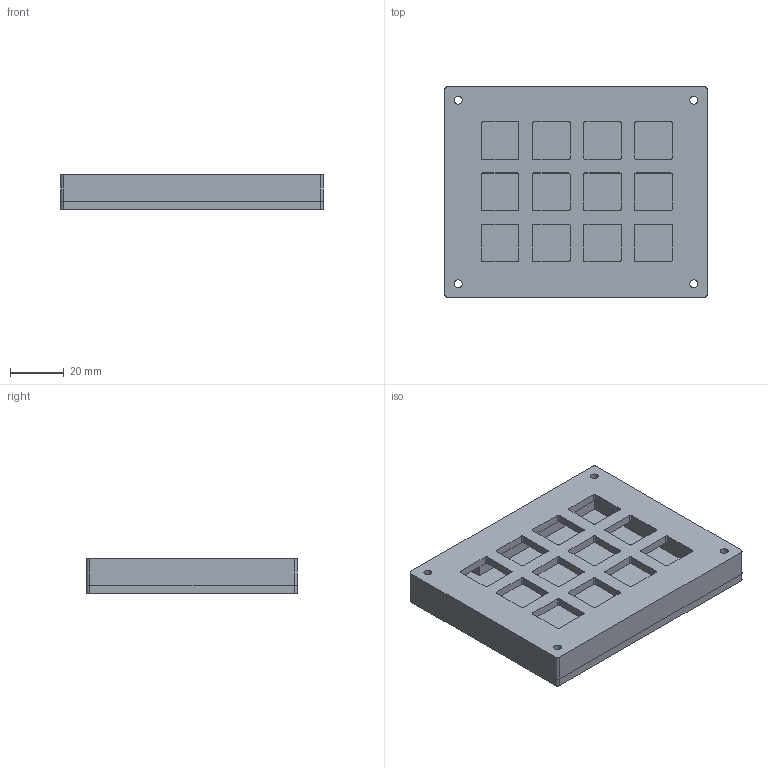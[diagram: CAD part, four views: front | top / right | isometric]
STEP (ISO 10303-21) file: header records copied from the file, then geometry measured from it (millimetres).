
FILE_DESCRIPTION(/* description */ ('STEP AP242','CAx-IF Rec.Pracs.---Representation and Presentation of Product Manufacturing Information (PMI)---4.0---2014-10-13','CAx-IF Rec.Pracs.---3D Tessellated Geometry---0.4---2014-09-14','2;1'),/* implementation_level */ '2;1');
FILE_NAME(/* name */ '670028caffa2891c19e0fdd9',/* time_stamp */ '2024-10-04T17:41:31Z',/* author */ (''),/* organization */ (''),/* preprocessor_version */ 'ST-DEVELOPER v20',/* originating_system */ ' ',/* authorisation */ ' ');
FILE_SCHEMA (('AP242_MANAGED_MODEL_BASED_3D_ENGINEERING_MIM_LF { 1 0 10303 442 1 1 4 }'));
Length unit declared in the file: metre
Products named in the file (2): Part 2; Part 1
Bounding box: 97.8 x 78.4 x 13 mm (x, y, z)
Volume: 59416.4 mm3; surface area: 34784.5 mm2
Topology: 2 solids, 2 shells, 410 faces, 1167 edges, 778 vertices
Faces by surface type: cylinder 164, plane 152, bspline 94
Full cylindrical faces by diameter (mm): 2.9 x8
Entity records: 13843 total; most frequent: CARTESIAN_POINT 3383, ORIENTED_EDGE 2318, DIRECTION 1935, EDGE_CURVE 1159, VERTEX_POINT 778, AXIS2_PLACEMENT_3D 646, LINE 643, VECTOR 643
